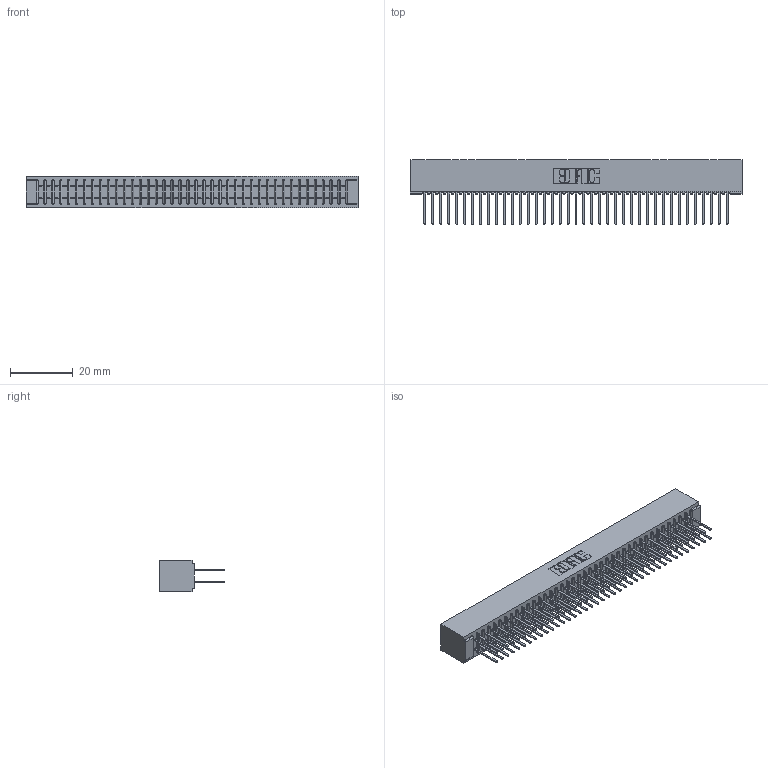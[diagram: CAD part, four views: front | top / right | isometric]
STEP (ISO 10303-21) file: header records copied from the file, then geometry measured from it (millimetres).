
FILE_DESCRIPTION (( 'STEP AP203' ), '1' );
FILE_NAME ('391-078-522-201.STEP', '2018-08-09T15:17:23', ( '' ), ( '' ), 'SwSTEP 2.0', 'SolidWorks 2016', '' );
FILE_SCHEMA (( 'CONFIG_CONTROL_DESIGN' ));
Length unit declared in the file: inch
Products named in the file (3): 341 Part_No Mounting Lugs; 341-292-001_341-292-122; 391-078-522-201
Assembly tree (79 placements, depth 2):
  391-078-522-201
    341 Part_No Mounting Lugs
    341-292-001_341-292-122  x78
Bounding box: 106.05 x 20.62 x 10.16 mm (x, y, z)
Volume: 8171 mm3; surface area: 15770.6 mm2
Topology: 79 solids, 79 shells, 5256 faces, 15229 edges, 9862 vertices
Faces by surface type: plane 3184, cylinder 1916, sphere 80, torus 76
Entity records: 47320 total; most frequent: CARTESIAN_POINT 7865, ORIENTED_EDGE 7814, DIRECTION 7633, EDGE_CURVE 3907, LINE 3157, VECTOR 3157, VERTEX_POINT 2470, AXIS2_PLACEMENT_3D 2238
